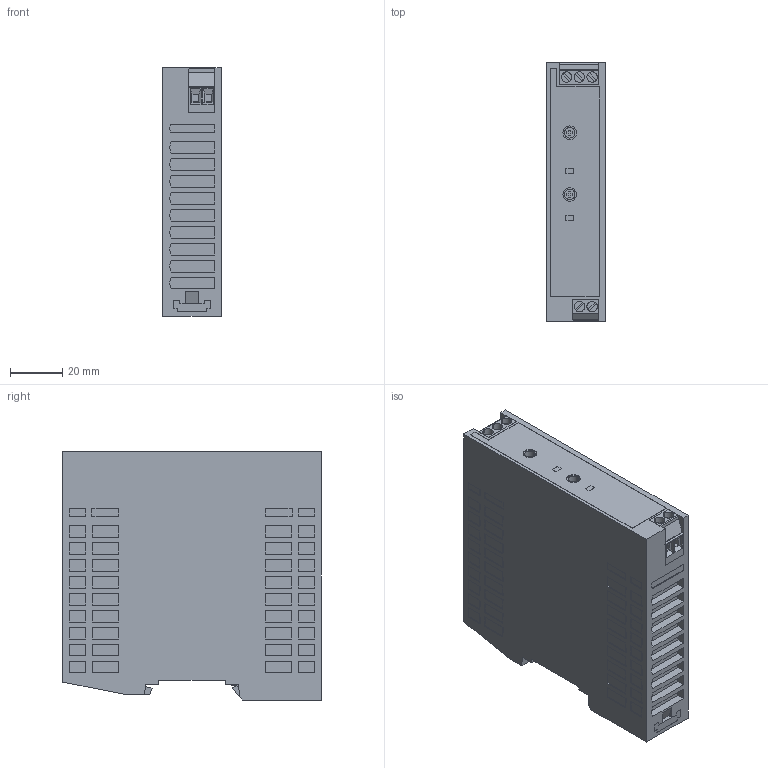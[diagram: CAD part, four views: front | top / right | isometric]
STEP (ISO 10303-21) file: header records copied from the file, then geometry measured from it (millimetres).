
FILE_DESCRIPTION(('Creo Elements/Direct Modeling STEP Export'),'2;1');
FILE_NAME('model.stp','2020-04-14T10:03:24',(''),(''),'Creo Elements/Direct Modeling STEP processor for AP214 (Solid Model)','Creo Elements/Direct Modeling 20.1A 29-Sep-2018 (C) Parametric Technology GmbH','');
FILE_SCHEMA(('AUTOMOTIVE_DESIGN { 1 0 10303 214 1 1 1 1 }'));
Length unit declared in the file: millimetre
Products named in the file (2): QUINT4_PS_1AC_24DC_1.3_SC-select
Assembly tree (1 placements, depth 2):
  QUINT4_PS_1AC_24DC_1.3_SC-select
    QUINT4_PS_1AC_24DC_1.3_SC-select
Bounding box: 22.5 x 99 x 95 mm (x, y, z)
Volume: 197188.1 mm3; surface area: 30726.1 mm2
Topology: 1 solids, 1 shells, 724 faces, 1801 edges, 1189 vertices
Faces by surface type: plane 702, cylinder 22
Entity records: 26622 total; most frequent: CARTESIAN_POINT 3657, ORIENTED_EDGE 3602, DIRECTION 3210, EDGE_CURVE 1801, VECTOR 1726, LINE 1726, VERTEX_POINT 1189, EDGE_LOOP 834
